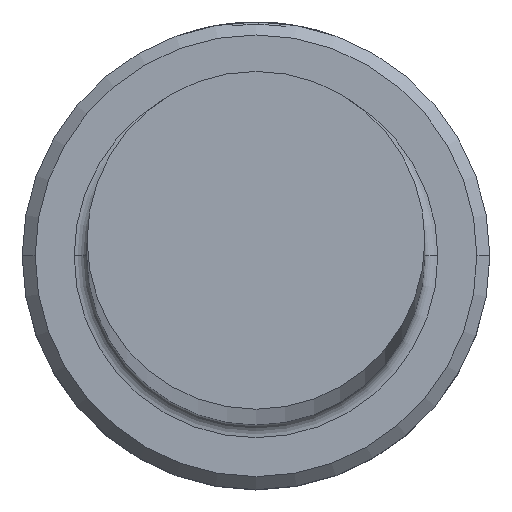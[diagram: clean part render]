
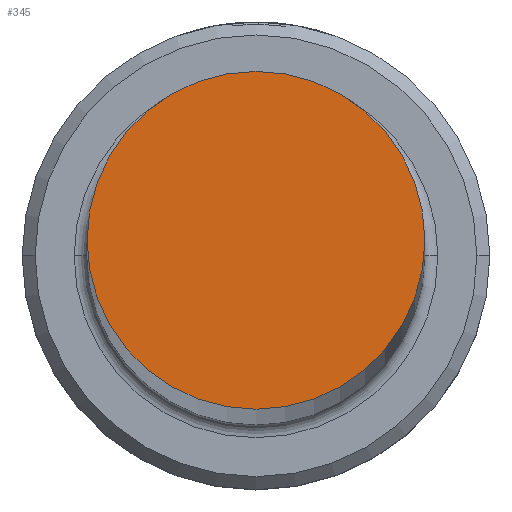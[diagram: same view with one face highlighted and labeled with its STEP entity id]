
A CAD part, top view. The second image highlights one B-rep face of the part: STEP entity #345.
In plain terms, the highlighted planar face has unit normal (0, 0, 1).
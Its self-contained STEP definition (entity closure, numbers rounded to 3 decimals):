
#9 = ORIENTED_EDGE ( 'NONE', *, *, #363, .T. ) ;
#15 = CIRCLE ( 'NONE', #415, 6.5 ) ;
#50 = AXIS2_PLACEMENT_3D ( 'NONE', #53, #705, #154 ) ;
#53 = CARTESIAN_POINT ( 'NONE',  ( 0., 0., 350. ) ) ;
#99 = FACE_OUTER_BOUND ( 'NONE', #1081, .T. ) ;
#125 = AXIS2_PLACEMENT_3D ( 'NONE', #428, #697, #149 ) ;
#149 = DIRECTION ( 'NONE',  ( 1., 0., 0. ) ) ;
#154 = DIRECTION ( 'NONE',  ( 1., 0., 0. ) ) ;
#187 = CIRCLE ( 'NONE', #50, 6.5 ) ;
#345 = ADVANCED_FACE ( 'NONE', ( #99 ), #966, .T. ) ;
#363 = EDGE_CURVE ( 'NONE', #369, #810, #187, .T. ) ;
#369 = VERTEX_POINT ( 'NONE', #800 ) ;
#403 = CARTESIAN_POINT ( 'NONE',  ( -6.5, 0., 350. ) ) ;
#415 = AXIS2_PLACEMENT_3D ( 'NONE', #1042, #495, #1124 ) ;
#428 = CARTESIAN_POINT ( 'NONE',  ( 0., 0., 350. ) ) ;
#495 = DIRECTION ( 'NONE',  ( 0., 0., 1. ) ) ;
#697 = DIRECTION ( 'NONE',  ( 0., 0., 1. ) ) ;
#705 = DIRECTION ( 'NONE',  ( 0., 0., 1. ) ) ;
#800 = CARTESIAN_POINT ( 'NONE',  ( 6.5, 0., 350. ) ) ;
#810 = VERTEX_POINT ( 'NONE', #403 ) ;
#831 = EDGE_CURVE ( 'NONE', #810, #369, #15, .T. ) ;
#838 = ORIENTED_EDGE ( 'NONE', *, *, #831, .T. ) ;
#966 = PLANE ( 'NONE',  #125 ) ;
#1042 = CARTESIAN_POINT ( 'NONE',  ( 0., 0., 350. ) ) ;
#1081 = EDGE_LOOP ( 'NONE', ( #838, #9 ) ) ;
#1124 = DIRECTION ( 'NONE',  ( 1., 0., 0. ) ) ;
